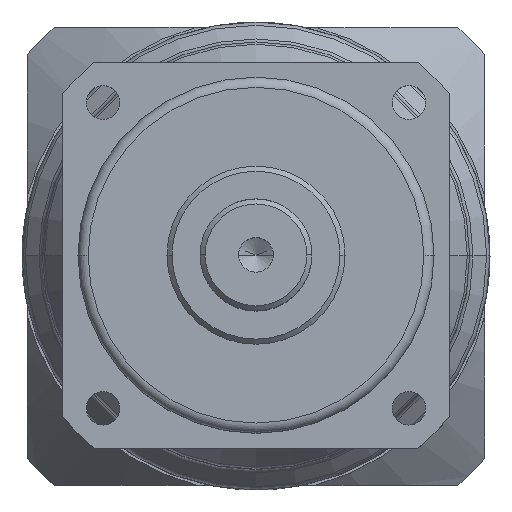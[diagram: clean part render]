
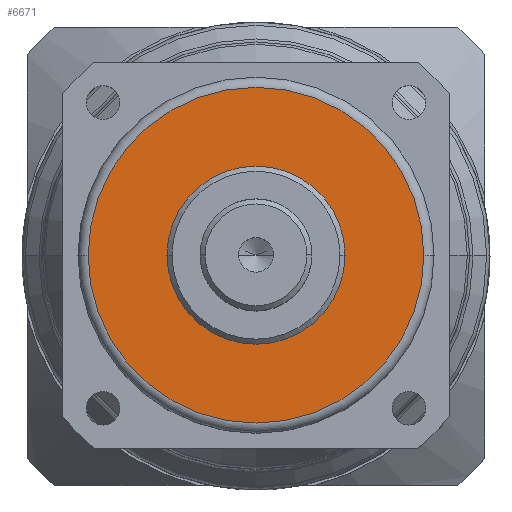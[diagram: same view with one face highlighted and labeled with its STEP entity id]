
A CAD part, top view. The second image highlights one B-rep face of the part: STEP entity #6671.
In plain terms, the highlighted planar face has unit normal (0, 0, 1).
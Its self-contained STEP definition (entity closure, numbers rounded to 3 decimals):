
#1514=CARTESIAN_POINT('',(0.,0.,109.));
#1515=DIRECTION('',(0.,0.,1.));
#1516=DIRECTION('',(1.,0.,0.));
#1517=AXIS2_PLACEMENT_3D('',#1514,#1515,#1516);
#1519=CARTESIAN_POINT('',(0.,0.,109.));
#1520=DIRECTION('',(0.,0.,1.));
#1521=DIRECTION('',(-1.,0.,0.));
#1522=AXIS2_PLACEMENT_3D('',#1519,#1520,#1521);
#1524=CARTESIAN_POINT('',(0.,0.,109.));
#1525=DIRECTION('',(0.,0.,-1.));
#1526=DIRECTION('',(-1.,0.,0.));
#1527=AXIS2_PLACEMENT_3D('',#1524,#1525,#1526);
#1529=CARTESIAN_POINT('',(0.,0.,109.));
#1530=DIRECTION('',(0.,0.,-1.));
#1531=DIRECTION('',(1.,0.,0.));
#1532=AXIS2_PLACEMENT_3D('',#1529,#1530,#1531);
#4832=CARTESIAN_POINT('',(-33.,0.,109.));
#4833=VERTEX_POINT('',#4832);
#4834=CARTESIAN_POINT('',(33.,0.,109.));
#4835=VERTEX_POINT('',#4834);
#4886=CARTESIAN_POINT('',(-17.5,0.,109.));
#4887=CARTESIAN_POINT('',(17.5,0.,109.));
#4888=VERTEX_POINT('',#4886);
#4889=VERTEX_POINT('',#4887);
#6656=CARTESIAN_POINT('',(0.,0.,109.));
#6657=DIRECTION('',(0.,0.,1.));
#6658=DIRECTION('',(1.,0.,0.));
#6659=AXIS2_PLACEMENT_3D('',#6656,#6657,#6658);
#6660=PLANE('',#6659);
#6661=ORIENTED_EDGE('',*,*,#6650,.F.);
#6662=ORIENTED_EDGE('',*,*,#6635,.F.);
#6663=EDGE_LOOP('',(#6661,#6662));
#6664=FACE_OUTER_BOUND('',#6663,.F.);
#6666=ORIENTED_EDGE('',*,*,#6665,.F.);
#6668=ORIENTED_EDGE('',*,*,#6667,.F.);
#6669=EDGE_LOOP('',(#6666,#6668));
#6670=FACE_BOUND('',#6669,.F.);
#6671=ADVANCED_FACE('',(#6664,#6670),#6660,.T.);
#1518=CIRCLE('',#1517,33.);
#1523=CIRCLE('',#1522,33.);
#1528=CIRCLE('',#1527,17.5);
#1533=CIRCLE('',#1532,17.5);
#6635=EDGE_CURVE('',#4833,#4835,#1523,.T.);
#6650=EDGE_CURVE('',#4835,#4833,#1518,.T.);
#6665=EDGE_CURVE('',#4888,#4889,#1528,.T.);
#6667=EDGE_CURVE('',#4889,#4888,#1533,.T.);
